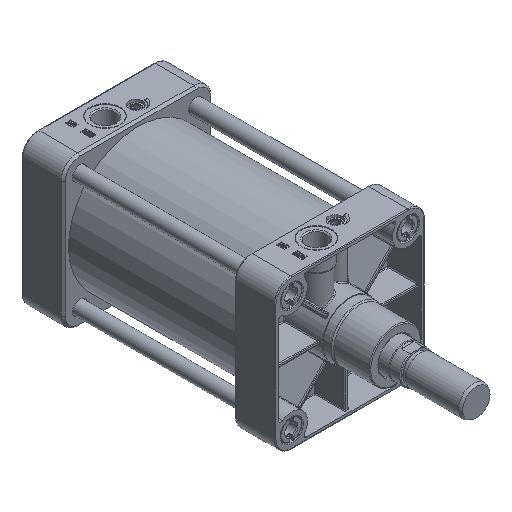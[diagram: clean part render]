
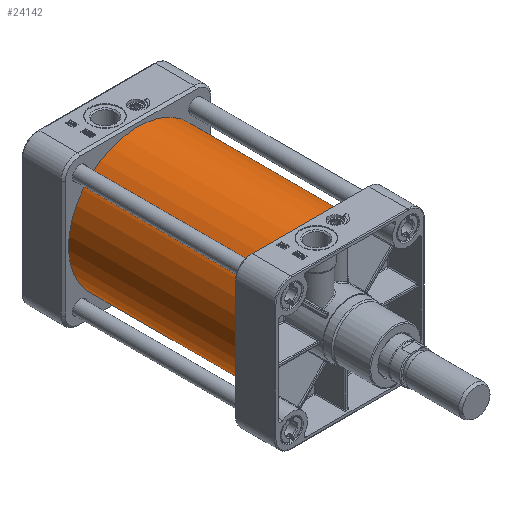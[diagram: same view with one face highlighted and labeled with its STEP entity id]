
A CAD part, isometric view. The second image highlights one B-rep face of the part: STEP entity #24142.
In plain terms, the highlighted cylindrical face has radius 83.5 mm (diameter 167 mm), a full revolution.
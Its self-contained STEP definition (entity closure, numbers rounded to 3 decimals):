
#24091=CARTESIAN_POINT('',(-32.,-102.5,77.125));
#24092=VERTEX_POINT('',#24091);
#24093=CARTESIAN_POINT('',(0.0,-102.5,0.0));
#24094=DIRECTION('',(0.0,1.0,0.0));
#24095=DIRECTION('',(1.0,0.0,0.0));
#24096=AXIS2_PLACEMENT_3D('',#24093,#24094,#24095);
#24097=CIRCLE('',#24096,83.5);
#24098=EDGE_CURVE('',#24092,#24092,#24097,.T.);
#24123=CARTESIAN_POINT('',(0.0,0.0,0.0));
#24124=DIRECTION('',(0.0,1.0,0.0));
#24125=DIRECTION('',(1.0,0.0,0.0));
#24126=AXIS2_PLACEMENT_3D('',#24123,#24124,#24125);
#24127=CYLINDRICAL_SURFACE('',#24126,83.5);
#24128=CARTESIAN_POINT('',(-32.,102.5,77.125));
#24129=VERTEX_POINT('',#24128);
#24130=CARTESIAN_POINT('',(0.0,102.5,0.0));
#24131=DIRECTION('',(0.0,-1.0,0.0));
#24132=DIRECTION('',(1.0,0.0,0.0));
#24133=AXIS2_PLACEMENT_3D('',#24130,#24131,#24132);
#24134=CIRCLE('',#24133,83.5);
#24135=EDGE_CURVE('',#24129,#24129,#24134,.T.);
#24136=ORIENTED_EDGE('',*,*,#24135,.T.);
#24137=EDGE_LOOP('',(#24136));
#24138=FACE_OUTER_BOUND('',#24137,.T.);
#24139=ORIENTED_EDGE('',*,*,#24098,.T.);
#24140=EDGE_LOOP('',(#24139));
#24141=FACE_BOUND('',#24140,.T.);
#24142=ADVANCED_FACE('',(#24138,#24141),#24127,.T.);
